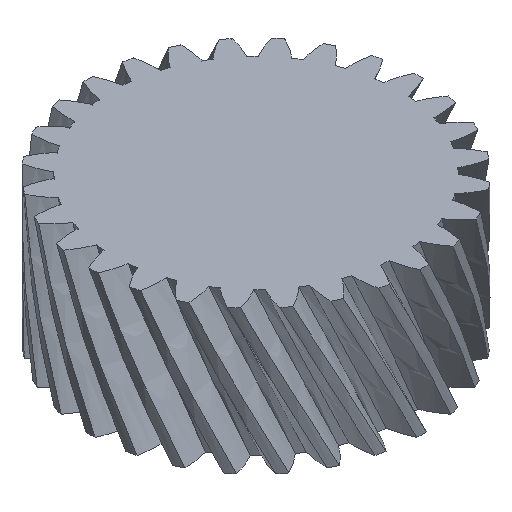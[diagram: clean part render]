
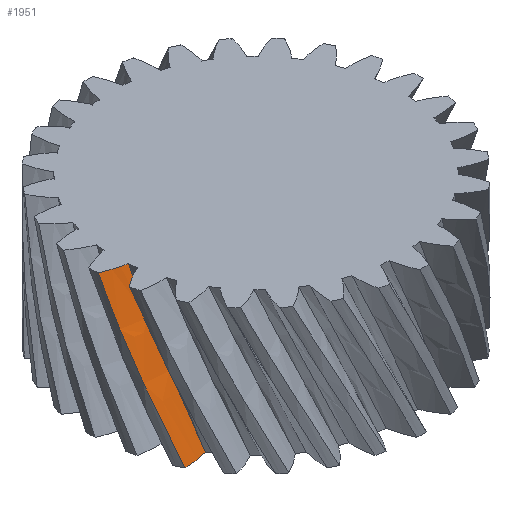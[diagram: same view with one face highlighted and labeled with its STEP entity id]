
A CAD part, isometric view. The second image highlights one B-rep face of the part: STEP entity #1951.
In plain terms, the highlighted free-form (B-spline) face has degree [3, 3] with [4, 4] control points.
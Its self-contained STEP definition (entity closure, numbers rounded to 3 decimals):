
#127=FACE_OUTER_BOUND('',#241,.T.);
#241=EDGE_LOOP('',(#1273,#1274,#1275,#1276));
#410=B_SPLINE_CURVE_WITH_KNOTS('',3,(#3129,#3130,#3131,#3132),
 .UNSPECIFIED.,.F.,.F.,(4,4),(0.,0.431),.UNSPECIFIED.);
#416=B_SPLINE_CURVE_WITH_KNOTS('',3,(#3189,#3190,#3191,#3192),
 .UNSPECIFIED.,.F.,.F.,(4,4),(0.,0.169),.UNSPECIFIED.);
#417=B_SPLINE_CURVE_WITH_KNOTS('',3,(#3194,#3195,#3196,#3197),
 .UNSPECIFIED.,.F.,.F.,(4,4),(0.,0.431),
 .UNSPECIFIED.);
#418=B_SPLINE_CURVE_WITH_KNOTS('',3,(#3198,#3199,#3200,#3201),
 .UNSPECIFIED.,.F.,.F.,(4,4),(0.,0.255),
 .UNSPECIFIED.);
#673=VERTEX_POINT('',#3120);
#675=VERTEX_POINT('',#3128);
#679=VERTEX_POINT('',#3188);
#680=VERTEX_POINT('',#3193);
#914=EDGE_CURVE('',#675,#673,#410,.T.);
#920=EDGE_CURVE('',#679,#673,#416,.T.);
#921=EDGE_CURVE('',#680,#679,#417,.T.);
#922=EDGE_CURVE('',#675,#680,#418,.T.);
#1273=ORIENTED_EDGE('',*,*,#920,.F.);
#1274=ORIENTED_EDGE('',*,*,#921,.F.);
#1275=ORIENTED_EDGE('',*,*,#922,.F.);
#1276=ORIENTED_EDGE('',*,*,#914,.T.);
#1867=B_SPLINE_SURFACE_WITH_KNOTS('',3,3,((#3172,#3173,#3174,#3175),(#3176,
#3177,#3178,#3179),(#3180,#3181,#3182,#3183),(#3184,#3185,#3186,#3187)),
 .UNSPECIFIED.,.F.,.F.,.F.,(4,4),(4,4),(0.,0.255),
(0.,0.431),.UNSPECIFIED.);
#1951=ADVANCED_FACE('',(#127),#1867,.F.);
#3120=CARTESIAN_POINT('',(-9.887,-1.009,10.));
#3128=CARTESIAN_POINT('',(-8.56,-5.049,0.));
#3129=CARTESIAN_POINT('Ctrl Pts',(-8.56,-5.049,0.));
#3130=CARTESIAN_POINT('Ctrl Pts',(-9.286,-3.819,3.333));
#3131=CARTESIAN_POINT('Ctrl Pts',(-9.742,-2.43,6.667));
#3132=CARTESIAN_POINT('Ctrl Pts',(-9.887,-1.009,10.));
#3172=CARTESIAN_POINT('Ctrl Pts',(-8.56,-5.049,0.));
#3173=CARTESIAN_POINT('Ctrl Pts',(-9.286,-3.819,3.333));
#3174=CARTESIAN_POINT('Ctrl Pts',(-9.742,-2.43,6.667));
#3175=CARTESIAN_POINT('Ctrl Pts',(-9.887,-1.009,10.));
#3176=CARTESIAN_POINT('Ctrl Pts',(-9.103,-5.198,0.));
#3177=CARTESIAN_POINT('Ctrl Pts',(-9.85,-3.89,3.333));
#3178=CARTESIAN_POINT('Ctrl Pts',(-10.311,-2.418,6.667));
#3179=CARTESIAN_POINT('Ctrl Pts',(-10.443,-0.917,
10.));
#3180=CARTESIAN_POINT('Ctrl Pts',(-9.665,-5.277,0.));
#3181=CARTESIAN_POINT('Ctrl Pts',(-10.424,-3.888,3.333));
#3182=CARTESIAN_POINT('Ctrl Pts',(-10.878,-2.333,6.667));
#3183=CARTESIAN_POINT('Ctrl Pts',(-10.987,-0.754,
10.));
#3184=CARTESIAN_POINT('Ctrl Pts',(-10.229,-5.284,0.));
#3185=CARTESIAN_POINT('Ctrl Pts',(-10.988,-3.814,3.333));
#3186=CARTESIAN_POINT('Ctrl Pts',(-11.426,-2.178,6.667));
#3187=CARTESIAN_POINT('Ctrl Pts',(-11.501,-0.525,
10.));
#3188=CARTESIAN_POINT('',(-11.501,-0.525,10.));
#3189=CARTESIAN_POINT('Ctrl Pts',(-11.501,-0.525,
10.));
#3190=CARTESIAN_POINT('Ctrl Pts',(-10.987,-0.754,
10.));
#3191=CARTESIAN_POINT('Ctrl Pts',(-10.443,-0.917,
10.));
#3192=CARTESIAN_POINT('Ctrl Pts',(-9.887,-1.009,10.));
#3193=CARTESIAN_POINT('',(-10.229,-5.284,0.));
#3194=CARTESIAN_POINT('Ctrl Pts',(-10.229,-5.284,0.));
#3195=CARTESIAN_POINT('Ctrl Pts',(-10.988,-3.814,3.333));
#3196=CARTESIAN_POINT('Ctrl Pts',(-11.426,-2.178,6.667));
#3197=CARTESIAN_POINT('Ctrl Pts',(-11.501,-0.525,
10.));
#3198=CARTESIAN_POINT('Ctrl Pts',(-8.56,-5.049,0.));
#3199=CARTESIAN_POINT('Ctrl Pts',(-9.103,-5.198,0.));
#3200=CARTESIAN_POINT('Ctrl Pts',(-9.665,-5.277,0.));
#3201=CARTESIAN_POINT('Ctrl Pts',(-10.229,-5.284,0.));
